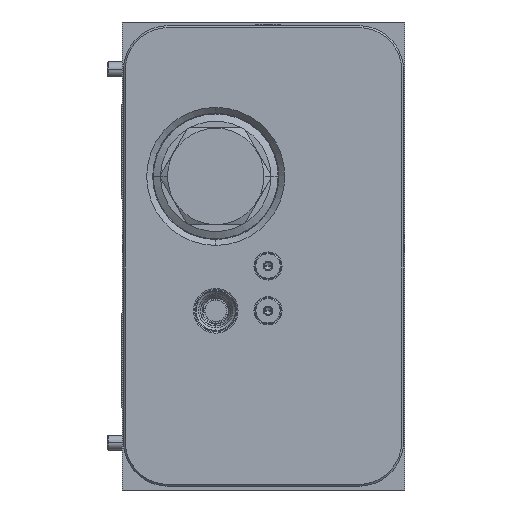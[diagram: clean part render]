
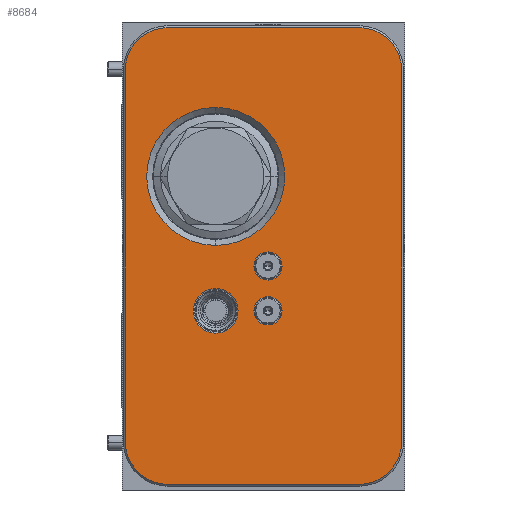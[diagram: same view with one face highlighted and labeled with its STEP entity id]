
A CAD part, front view. The second image highlights one B-rep face of the part: STEP entity #8684.
In plain terms, the highlighted planar face has unit normal (0, -1, 0).
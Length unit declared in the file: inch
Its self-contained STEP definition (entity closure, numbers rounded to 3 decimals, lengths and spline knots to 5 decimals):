
#57=CARTESIAN_POINT('',(3.958,-13.094,0.813));
#58=DIRECTION('',(0.,1.,0.));
#59=DIRECTION('',(1.,0.,0.));
#60=AXIS2_PLACEMENT_3D('',#57,#58,#59);
#71=CARTESIAN_POINT('',(1.563,-13.094,5.25));
#72=DIRECTION('',(0.,1.,0.));
#73=DIRECTION('',(0.,0.,-1.));
#74=AXIS2_PLACEMENT_3D('',#71,#72,#73);
#76=CARTESIAN_POINT('',(1.563,-13.094,5.25));
#77=DIRECTION('',(0.,1.,0.));
#78=DIRECTION('',(0.,0.,1.));
#79=AXIS2_PLACEMENT_3D('',#76,#77,#78);
#81=CARTESIAN_POINT('',(2.438,-13.094,3.75));
#82=DIRECTION('',(0.,1.,0.));
#83=DIRECTION('',(0.,0.,-1.));
#84=AXIS2_PLACEMENT_3D('',#81,#82,#83);
#86=CARTESIAN_POINT('',(2.438,-13.094,3.75));
#87=DIRECTION('',(0.,1.,0.));
#88=DIRECTION('',(0.,0.,1.));
#89=AXIS2_PLACEMENT_3D('',#86,#87,#88);
#91=CARTESIAN_POINT('',(1.563,-13.094,3.));
#92=DIRECTION('',(0.,1.,0.));
#93=DIRECTION('',(0.,0.,-1.));
#94=AXIS2_PLACEMENT_3D('',#91,#92,#93);
#96=CARTESIAN_POINT('',(1.563,-13.094,3.));
#97=DIRECTION('',(0.,1.,0.));
#98=DIRECTION('',(0.,0.,1.));
#99=AXIS2_PLACEMENT_3D('',#96,#97,#98);
#101=CARTESIAN_POINT('',(2.438,-13.094,3.));
#102=DIRECTION('',(0.,1.,0.));
#103=DIRECTION('',(0.,0.,-1.));
#104=AXIS2_PLACEMENT_3D('',#101,#102,#103);
#106=CARTESIAN_POINT('',(2.438,-13.094,3.));
#107=DIRECTION('',(0.,1.,0.));
#108=DIRECTION('',(0.,0.,1.));
#109=AXIS2_PLACEMENT_3D('',#106,#107,#108);
#3688=DIRECTION('',(0.,0.,-1.));
#3689=VECTOR('',#3688,6.21);
#3690=CARTESIAN_POINT('',(4.677,-13.094,7.023));
#3691=LINE('',#3690,#3689);
#3700=CARTESIAN_POINT('',(3.958,-13.094,7.023));
#3701=DIRECTION('',(0.,1.,0.));
#3702=DIRECTION('',(0.,0.,1.));
#3703=AXIS2_PLACEMENT_3D('',#3700,#3701,#3702);
#3714=DIRECTION('',(1.,0.,0.));
#3715=VECTOR('',#3714,3.192);
#3716=CARTESIAN_POINT('',(0.766,-13.094,
7.742));
#3717=LINE('',#3716,#3715);
#3726=CARTESIAN_POINT('',(0.766,-13.094,
7.023));
#3727=DIRECTION('',(0.,1.,0.));
#3728=DIRECTION('',(-1.,0.,0.));
#3729=AXIS2_PLACEMENT_3D('',#3726,#3727,#3728);
#3740=DIRECTION('',(0.,0.,1.));
#3741=VECTOR('',#3740,6.21);
#3742=CARTESIAN_POINT('',(0.047,-13.094,
0.813));
#3743=LINE('',#3742,#3741);
#3748=CARTESIAN_POINT('',(0.766,-13.094,
0.813));
#3749=DIRECTION('',(0.,1.,0.));
#3750=DIRECTION('',(0.,0.,-1.));
#3751=AXIS2_PLACEMENT_3D('',#3748,#3749,#3750);
#3766=DIRECTION('',(-1.,0.,0.));
#3767=VECTOR('',#3766,3.192);
#3768=CARTESIAN_POINT('',(3.958,-13.094,
0.094));
#3769=LINE('',#3768,#3767);
#7920=CARTESIAN_POINT('',(1.563,-13.094,4.094));
#7921=CARTESIAN_POINT('',(1.563,-13.094,6.406));
#7922=VERTEX_POINT('',#7920);
#7923=VERTEX_POINT('',#7921);
#7954=CARTESIAN_POINT('',(2.438,-13.094,3.514));
#7955=CARTESIAN_POINT('',(2.438,-13.094,3.986));
#7956=VERTEX_POINT('',#7954);
#7957=VERTEX_POINT('',#7955);
#8033=CARTESIAN_POINT('',(1.563,-13.094,2.62644));
#8034=CARTESIAN_POINT('',(1.563,-13.094,3.37356));
#8035=VERTEX_POINT('',#8033);
#8036=VERTEX_POINT('',#8034);
#8077=CARTESIAN_POINT('',(2.438,-13.094,2.764));
#8078=CARTESIAN_POINT('',(2.438,-13.094,3.236));
#8079=VERTEX_POINT('',#8077);
#8080=VERTEX_POINT('',#8078);
#8136=CARTESIAN_POINT('',(0.047,-13.094,
0.813));
#8137=CARTESIAN_POINT('',(0.047,-13.094,
7.023));
#8138=VERTEX_POINT('',#8136);
#8139=VERTEX_POINT('',#8137);
#8144=CARTESIAN_POINT('',(0.766,-13.094,
7.742));
#8145=VERTEX_POINT('',#8144);
#8148=CARTESIAN_POINT('',(3.958,-13.094,7.742));
#8149=VERTEX_POINT('',#8148);
#8152=CARTESIAN_POINT('',(4.677,-13.094,7.023));
#8153=VERTEX_POINT('',#8152);
#8156=CARTESIAN_POINT('',(4.677,-13.094,
0.813));
#8157=VERTEX_POINT('',#8156);
#8160=CARTESIAN_POINT('',(3.958,-13.094,
0.094));
#8161=VERTEX_POINT('',#8160);
#8164=CARTESIAN_POINT('',(0.766,-13.094,
0.094));
#8165=VERTEX_POINT('',#8164);
#8638=CARTESIAN_POINT('',(0.,-13.094,0.));
#8639=DIRECTION('',(0.,-1.,0.));
#8640=DIRECTION('',(1.,0.,0.));
#8641=AXIS2_PLACEMENT_3D('',#8638,#8639,#8640);
#8642=PLANE('',#8641);
#8643=ORIENTED_EDGE('',*,*,#8628,.T.);
#8645=ORIENTED_EDGE('',*,*,#8644,.T.);
#8647=ORIENTED_EDGE('',*,*,#8646,.T.);
#8649=ORIENTED_EDGE('',*,*,#8648,.T.);
#8651=ORIENTED_EDGE('',*,*,#8650,.T.);
#8653=ORIENTED_EDGE('',*,*,#8652,.T.);
#8655=ORIENTED_EDGE('',*,*,#8654,.T.);
#8657=ORIENTED_EDGE('',*,*,#8656,.T.);
#8658=EDGE_LOOP('',(#8643,#8645,#8647,#8649,#8651,#8653,#8655,#8657));
#8659=FACE_OUTER_BOUND('',#8658,.F.);
#8661=ORIENTED_EDGE('',*,*,#8660,.F.);
#8663=ORIENTED_EDGE('',*,*,#8662,.F.);
#8664=EDGE_LOOP('',(#8661,#8663));
#8665=FACE_BOUND('',#8664,.F.);
#8667=ORIENTED_EDGE('',*,*,#8666,.F.);
#8669=ORIENTED_EDGE('',*,*,#8668,.F.);
#8670=EDGE_LOOP('',(#8667,#8669));
#8671=FACE_BOUND('',#8670,.F.);
#8673=ORIENTED_EDGE('',*,*,#8672,.F.);
#8675=ORIENTED_EDGE('',*,*,#8674,.F.);
#8676=EDGE_LOOP('',(#8673,#8675));
#8677=FACE_BOUND('',#8676,.F.);
#8679=ORIENTED_EDGE('',*,*,#8678,.F.);
#8681=ORIENTED_EDGE('',*,*,#8680,.F.);
#8682=EDGE_LOOP('',(#8679,#8681));
#8683=FACE_BOUND('',#8682,.F.);
#8684=ADVANCED_FACE('',(#8659,#8665,#8671,#8677,#8683),#8642,.T.);
#61=CIRCLE('',#60,0.719);
#75=CIRCLE('',#74,1.156);
#80=CIRCLE('',#79,1.156);
#85=CIRCLE('',#84,0.236);
#90=CIRCLE('',#89,0.236);
#95=CIRCLE('',#94,0.37356);
#100=CIRCLE('',#99,0.37356);
#105=CIRCLE('',#104,0.236);
#110=CIRCLE('',#109,0.236);
#3704=CIRCLE('',#3703,0.719);
#3730=CIRCLE('',#3729,0.719);
#3752=CIRCLE('',#3751,0.719);
#8628=EDGE_CURVE('',#8157,#8161,#61,.T.);
#8644=EDGE_CURVE('',#8161,#8165,#3769,.T.);
#8646=EDGE_CURVE('',#8165,#8138,#3752,.T.);
#8648=EDGE_CURVE('',#8138,#8139,#3743,.T.);
#8650=EDGE_CURVE('',#8139,#8145,#3730,.T.);
#8652=EDGE_CURVE('',#8145,#8149,#3717,.T.);
#8654=EDGE_CURVE('',#8149,#8153,#3704,.T.);
#8656=EDGE_CURVE('',#8153,#8157,#3691,.T.);
#8660=EDGE_CURVE('',#7956,#7957,#85,.T.);
#8662=EDGE_CURVE('',#7957,#7956,#90,.T.);
#8666=EDGE_CURVE('',#8035,#8036,#95,.T.);
#8668=EDGE_CURVE('',#8036,#8035,#100,.T.);
#8672=EDGE_CURVE('',#8079,#8080,#105,.T.);
#8674=EDGE_CURVE('',#8080,#8079,#110,.T.);
#8678=EDGE_CURVE('',#7922,#7923,#75,.T.);
#8680=EDGE_CURVE('',#7923,#7922,#80,.T.);
